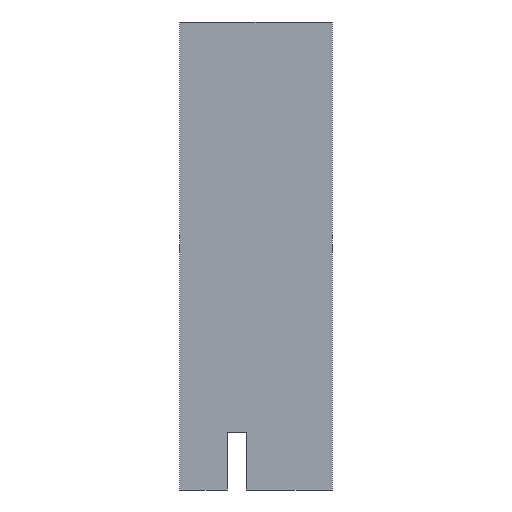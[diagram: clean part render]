
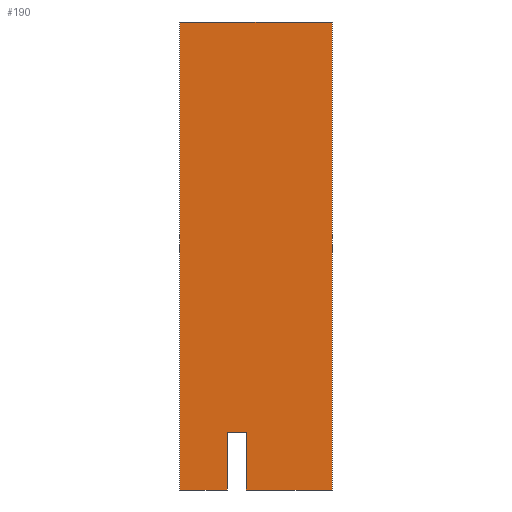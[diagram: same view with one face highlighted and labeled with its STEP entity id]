
A CAD part, front view. The second image highlights one B-rep face of the part: STEP entity #190.
In plain terms, the highlighted planar face has unit normal (0, -1, 0).
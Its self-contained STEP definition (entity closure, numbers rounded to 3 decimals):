
#24=FACE_OUTER_BOUND('',#34,.T.);
#34=EDGE_LOOP('',(#163,#164,#165,#166,#167,#168,#169,#170));
#35=LINE('',#274,#59);
#39=LINE('',#282,#63);
#42=LINE('',#288,#66);
#45=LINE('',#294,#69);
#48=LINE('',#300,#72);
#51=LINE('',#306,#75);
#54=LINE('',#312,#78);
#57=LINE('',#317,#81);
#59=VECTOR('',#228,10.);
#63=VECTOR('',#234,10.);
#66=VECTOR('',#239,10.);
#69=VECTOR('',#244,10.);
#72=VECTOR('',#249,10.);
#75=VECTOR('',#254,10.);
#78=VECTOR('',#259,10.);
#81=VECTOR('',#264,10.);
#83=VERTEX_POINT('',#272);
#84=VERTEX_POINT('',#273);
#87=VERTEX_POINT('',#281);
#89=VERTEX_POINT('',#287);
#91=VERTEX_POINT('',#293);
#93=VERTEX_POINT('',#299);
#95=VERTEX_POINT('',#305);
#97=VERTEX_POINT('',#311);
#99=EDGE_CURVE('',#83,#84,#35,.T.);
#103=EDGE_CURVE('',#87,#83,#39,.T.);
#106=EDGE_CURVE('',#89,#87,#42,.T.);
#109=EDGE_CURVE('',#91,#89,#45,.T.);
#112=EDGE_CURVE('',#93,#91,#48,.T.);
#115=EDGE_CURVE('',#95,#93,#51,.T.);
#118=EDGE_CURVE('',#97,#95,#54,.T.);
#121=EDGE_CURVE('',#84,#97,#57,.T.);
#163=ORIENTED_EDGE('',*,*,#121,.F.);
#164=ORIENTED_EDGE('',*,*,#99,.F.);
#165=ORIENTED_EDGE('',*,*,#103,.F.);
#166=ORIENTED_EDGE('',*,*,#106,.F.);
#167=ORIENTED_EDGE('',*,*,#109,.F.);
#168=ORIENTED_EDGE('',*,*,#112,.F.);
#169=ORIENTED_EDGE('',*,*,#115,.F.);
#170=ORIENTED_EDGE('',*,*,#118,.F.);
#180=PLANE('',#223);
#190=ADVANCED_FACE('',(#24),#180,.F.);
#223=AXIS2_PLACEMENT_3D('',#320,#268,#269);
#228=DIRECTION('',(1.,0.,0.));
#234=DIRECTION('',(0.,0.,1.));
#239=DIRECTION('',(-1.,0.,0.));
#244=DIRECTION('',(0.,0.,-1.));
#249=DIRECTION('',(-1.,0.,0.));
#254=DIRECTION('',(0.,0.,1.));
#259=DIRECTION('',(-1.,0.,0.));
#264=DIRECTION('',(0.,0.,-1.));
#268=DIRECTION('center_axis',(0.,1.,0.));
#269=DIRECTION('ref_axis',(0.,0.,1.));
#272=CARTESIAN_POINT('',(-40.,0.,245.));
#273=CARTESIAN_POINT('',(40.,0.,245.));
#274=CARTESIAN_POINT('',(-40.,0.,245.));
#281=CARTESIAN_POINT('',(-40.,0.,0.));
#282=CARTESIAN_POINT('',(-40.,0.,-245.));
#287=CARTESIAN_POINT('',(-15.,0.,0.));
#288=CARTESIAN_POINT('',(40.,0.,0.));
#293=CARTESIAN_POINT('',(-15.,0.,30.));
#294=CARTESIAN_POINT('',(-15.,0.,30.));
#299=CARTESIAN_POINT('',(-5.,0.,30.));
#300=CARTESIAN_POINT('',(-5.,0.,30.));
#305=CARTESIAN_POINT('',(-5.,0.,0.));
#306=CARTESIAN_POINT('',(-5.,0.,-30.));
#311=CARTESIAN_POINT('',(40.,0.,0.));
#312=CARTESIAN_POINT('',(40.,0.,0.));
#317=CARTESIAN_POINT('',(40.,0.,245.));
#320=CARTESIAN_POINT('Origin',(0.,0.,122.5));
